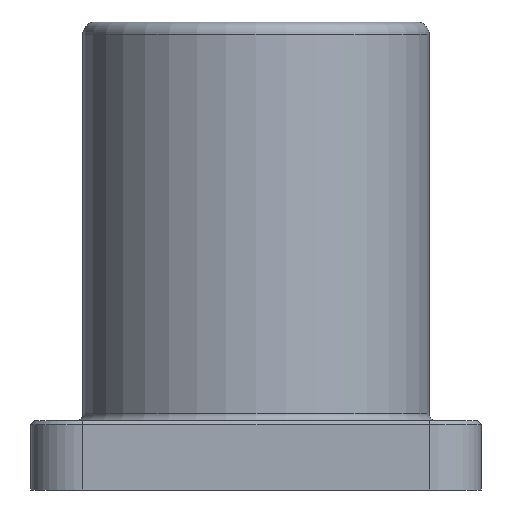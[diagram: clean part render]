
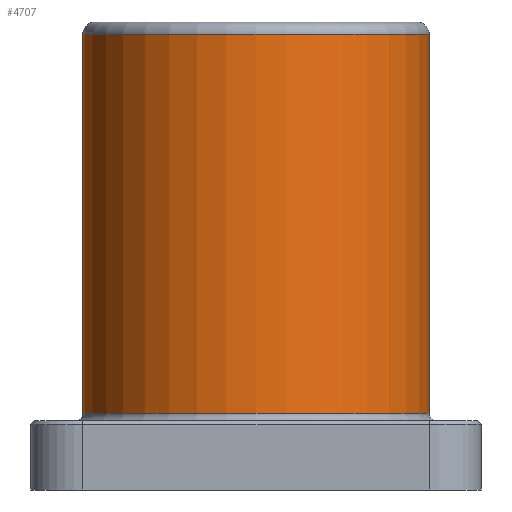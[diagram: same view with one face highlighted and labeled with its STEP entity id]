
A CAD part, left-side view. The second image highlights one B-rep face of the part: STEP entity #4707.
In plain terms, the highlighted cylindrical face has radius 15.875 mm (diameter 31.75 mm), a partial arc.
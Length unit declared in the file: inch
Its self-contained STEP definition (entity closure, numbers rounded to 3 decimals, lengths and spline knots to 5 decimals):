
#115 = EDGE_CURVE ( 'NONE', #1278, #3939, #1610, .T. ) ;
#442 = DIRECTION ( 'NONE',  ( 0., 1., 0. ) ) ;
#654 = DIRECTION ( 'NONE',  ( 0., -1., 0. ) ) ;
#836 = CARTESIAN_POINT ( 'NONE',  ( 0., -0.625, -0.03 ) ) ;
#1001 = DIRECTION ( 'NONE',  ( 0., 0., -1. ) ) ;
#1054 = EDGE_CURVE ( 'NONE', #2628, #2774, #2249, .T. ) ;
#1149 = FACE_OUTER_BOUND ( 'NONE', #3405, .T. ) ;
#1278 = VERTEX_POINT ( 'NONE', #3402 ) ;
#1397 = DIRECTION ( 'NONE',  ( 0., -1., 0. ) ) ;
#1483 = ORIENTED_EDGE ( 'NONE', *, *, #1054, .T. ) ;
#1610 = LINE ( 'NONE', #836, #4391 ) ;
#1786 = CARTESIAN_POINT ( 'NONE',  ( 0., 0., 0.276 ) ) ;
#1952 = CARTESIAN_POINT ( 'NONE',  ( 0., 0., -0.03 ) ) ;
#2169 = CARTESIAN_POINT ( 'NONE',  ( 0., 0.625, -0.03 ) ) ;
#2175 = ORIENTED_EDGE ( 'NONE', *, *, #115, .F. ) ;
#2249 = LINE ( 'NONE', #2169, #4949 ) ;
#2359 = CIRCLE ( 'NONE', #3093, 0.625 ) ;
#2442 = CARTESIAN_POINT ( 'NONE',  ( 0., 0.625, 1.643 ) ) ;
#2628 = VERTEX_POINT ( 'NONE', #2442 ) ;
#2712 = DIRECTION ( 'NONE',  ( 0., 0., -1. ) ) ;
#2774 = VERTEX_POINT ( 'NONE', #2963 ) ;
#2928 = CARTESIAN_POINT ( 'NONE',  ( 0., -0.625, 0.276 ) ) ;
#2963 = CARTESIAN_POINT ( 'NONE',  ( 0., 0.625, 0.276 ) ) ;
#3093 = AXIS2_PLACEMENT_3D ( 'NONE', #1786, #4979, #654 ) ;
#3188 = DIRECTION ( 'NONE',  ( 0., 0., -1. ) ) ;
#3246 = EDGE_CURVE ( 'NONE', #2774, #3939, #2359, .T. ) ;
#3262 = CIRCLE ( 'NONE', #3669, 0.625 ) ;
#3402 = CARTESIAN_POINT ( 'NONE',  ( 0., -0.625, 1.643 ) ) ;
#3405 = EDGE_LOOP ( 'NONE', ( #2175, #4915, #1483, #3577 ) ) ;
#3435 = AXIS2_PLACEMENT_3D ( 'NONE', #1952, #2712, #442 ) ;
#3577 = ORIENTED_EDGE ( 'NONE', *, *, #3246, .T. ) ;
#3669 = AXIS2_PLACEMENT_3D ( 'NONE', #4911, #1001, #1397 ) ;
#3939 = VERTEX_POINT ( 'NONE', #2928 ) ;
#3949 = EDGE_CURVE ( 'NONE', #1278, #2628, #3262, .T. ) ;
#3975 = CYLINDRICAL_SURFACE ( 'NONE', #3435, 0.625 ) ;
#4391 = VECTOR ( 'NONE', #3188, 39.37008 ) ;
#4707 = ADVANCED_FACE ( 'NONE', ( #1149 ), #3975, .T. ) ;
#4895 = DIRECTION ( 'NONE',  ( 0., 0., -1. ) ) ;
#4911 = CARTESIAN_POINT ( 'NONE',  ( 0., 0., 1.643 ) ) ;
#4915 = ORIENTED_EDGE ( 'NONE', *, *, #3949, .T. ) ;
#4949 = VECTOR ( 'NONE', #4895, 39.37008 ) ;
#4979 = DIRECTION ( 'NONE',  ( 0., 0., 1. ) ) ;
